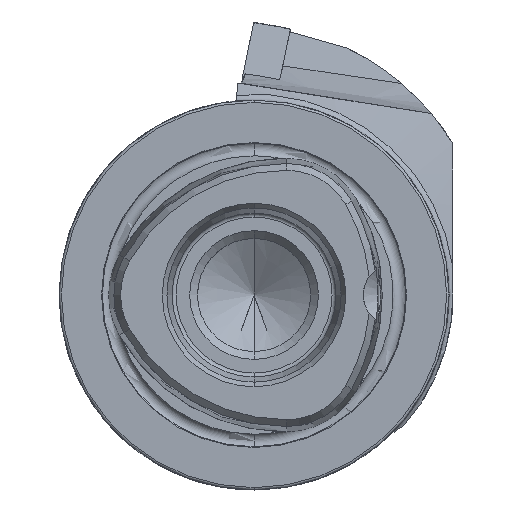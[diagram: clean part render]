
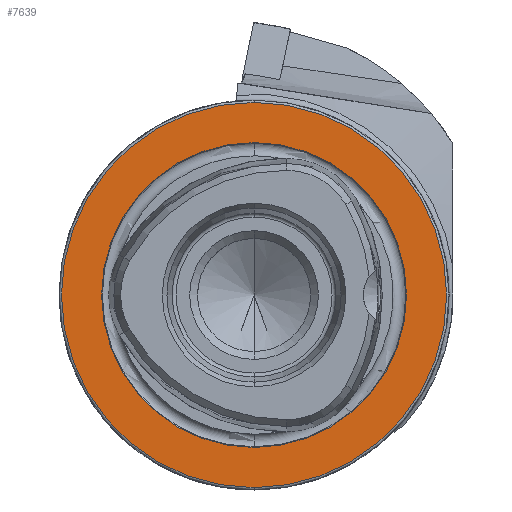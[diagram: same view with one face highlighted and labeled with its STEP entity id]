
A CAD part, left-side view. The second image highlights one B-rep face of the part: STEP entity #7639.
In plain terms, the highlighted planar face has unit normal (-1, 0, 0).
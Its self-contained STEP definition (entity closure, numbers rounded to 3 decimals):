
#96 = CARTESIAN_POINT ( 'NONE',  ( 0., 0., 0. ) ) ;
#97 = DIRECTION ( 'NONE',  ( -1., 0., 0. ) ) ;
#98 = DIRECTION ( 'NONE',  ( 0., 0., 1. ) ) ;
#1673 = ORIENTED_EDGE ( 'NONE', *, *, #5382, .F. ) ;
#1675 = ORIENTED_EDGE ( 'NONE', *, *, #3881, .F. ) ;
#1676 = ORIENTED_EDGE ( 'NONE', *, *, #3816, .T. ) ;
#1678 = ORIENTED_EDGE ( 'NONE', *, *, #5318, .T. ) ;
#1730 = CARTESIAN_POINT ( 'NONE',  ( 0., 0., 0. ) ) ;
#1731 = DIRECTION ( 'NONE',  ( -1., 0., 0. ) ) ;
#1732 = DIRECTION ( 'NONE',  ( 0., 0., 1. ) ) ;
#2493 = CARTESIAN_POINT ( 'NONE',  ( 0., 0., 0. ) ) ;
#2494 = DIRECTION ( 'NONE',  ( -1., 0., 0. ) ) ;
#2495 = DIRECTION ( 'NONE',  ( 0., 0., 1. ) ) ;
#3326 = CARTESIAN_POINT ( 'NONE',  ( 0., 0., 0. ) ) ;
#3327 = DIRECTION ( 'NONE',  ( -1., 0., 0. ) ) ;
#3328 = DIRECTION ( 'NONE',  ( 0., 0., 1. ) ) ;
#3816 = EDGE_CURVE ( 'NONE', #5927, #5899, #4710, .T. ) ;
#3881 = EDGE_CURVE ( 'NONE', #5845, #5879, #4800, .T. ) ;
#4567 = CIRCLE ( 'NONE', #5628, 19.55 ) ;
#4710 = CIRCLE ( 'NONE', #5469, 24.7 ) ;
#4800 = CIRCLE ( 'NONE', #5493, 19.55 ) ;
#5318 = EDGE_CURVE ( 'NONE', #5899, #5927, #9485, .T. ) ;
#5382 = EDGE_CURVE ( 'NONE', #5879, #5845, #4567, .T. ) ;
#5469 = AXIS2_PLACEMENT_3D ( 'NONE', #1730, #1731, #1732 ) ;
#5493 = AXIS2_PLACEMENT_3D ( 'NONE', #2493, #2494, #2495 ) ;
#5607 = AXIS2_PLACEMENT_3D ( 'NONE', #96, #97, #98 ) ;
#5628 = AXIS2_PLACEMENT_3D ( 'NONE', #3326, #3327, #3328 ) ;
#5845 = VERTEX_POINT ( 'NONE', #7720 ) ;
#5879 = VERTEX_POINT ( 'NONE', #7736 ) ;
#5899 = VERTEX_POINT ( 'NONE', #7746 ) ;
#5927 = VERTEX_POINT ( 'NONE', #7761 ) ;
#6002 = EDGE_LOOP ( 'NONE', ( #1676, #1678 ) ) ;
#6005 = EDGE_LOOP ( 'NONE', ( #1673, #1675 ) ) ;
#6816 = CARTESIAN_POINT ( 'NONE',  ( 0., 19.55, 0. ) ) ;
#6823 = PLANE ( 'NONE',  #8412 ) ;
#6826 = DIRECTION ( 'NONE',  ( 1., 0., 0. ) ) ;
#6827 = DIRECTION ( 'NONE',  ( 0., 0., -1. ) ) ;
#7639 = ADVANCED_FACE ( 'NONE', ( #7872, #7866 ), #6823, .F. ) ;
#7720 = CARTESIAN_POINT ( 'NONE',  ( 0., 0., -19.55 ) ) ;
#7736 = CARTESIAN_POINT ( 'NONE',  ( 0., 0., 19.55 ) ) ;
#7746 = CARTESIAN_POINT ( 'NONE',  ( 0., 0., -24.7 ) ) ;
#7761 = CARTESIAN_POINT ( 'NONE',  ( 0., 0., 24.7 ) ) ;
#7866 = FACE_OUTER_BOUND ( 'NONE', #6002, .T. ) ;
#7872 = FACE_BOUND ( 'NONE', #6005, .T. ) ;
#8412 = AXIS2_PLACEMENT_3D ( 'NONE', #6816, #6826, #6827 ) ;
#9485 = CIRCLE ( 'NONE', #5607, 24.7 ) ;
